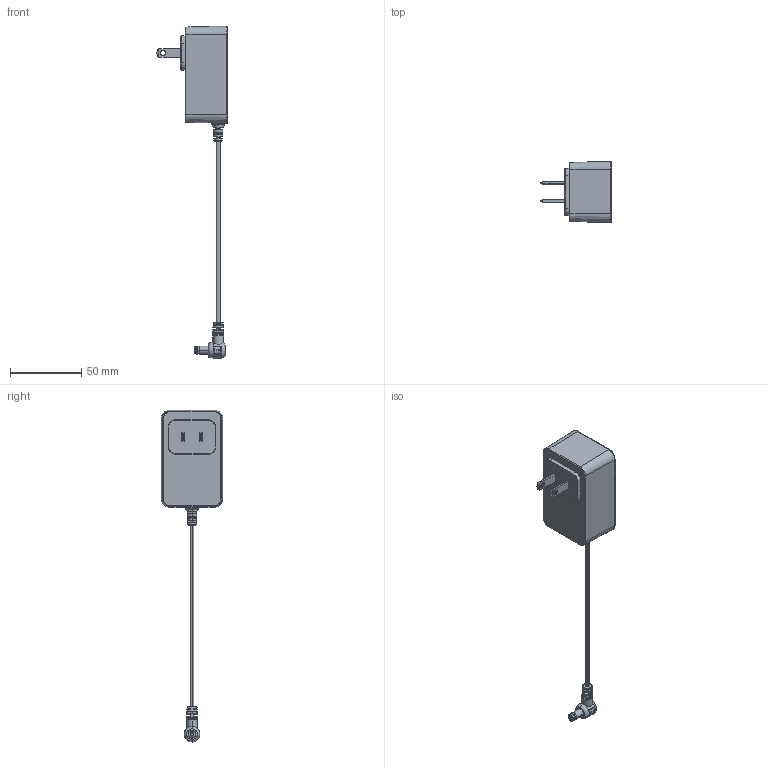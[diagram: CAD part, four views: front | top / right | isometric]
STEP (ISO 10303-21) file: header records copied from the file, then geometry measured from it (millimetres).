
FILE_DESCRIPTION (( 'STEP AP203' ), '1' );
FILE_NAME ('16-00186.STEP', '2019-08-13T20:50:59', ( '' ), ( '' ), 'SwSTEP 2.0', 'SolidWorks 2015', '' );
FILE_SCHEMA (( 'CONFIG_CONTROL_DESIGN' ));
Length unit declared in the file: millimetre
Products named in the file (14): 50-00133; 10-03164; 26-00002_bottom case; 26-00002_top case; UL_1-15 pin; 24-00279; 50-00133 shell; 30-00341_stripped and tinned; 16-00186; 50-00133 insulator; 26-00002; 24-00006; 50-00133 contact; Nema 1-15 plug
Assembly tree (14 placements, depth 4):
  16-00186
    10-03164
      30-00341_stripped and tinned
      24-00279
      24-00006
      50-00133
        50-00133 contact
        50-00133 insulator
        50-00133 shell
    26-00002
      26-00002_bottom case
      26-00002_top case
    Nema 1-15 plug
      UL_1-15 pin  x2
Bounding box: 49.5 x 42.97 x 233.45 mm (x, y, z)
Volume: 28487.3 mm3; surface area: 35449.3 mm2
Topology: 91 solids, 91 shells, 1239 faces, 2769 edges, 1793 vertices
Faces by surface type: plane 671, cylinder 348, bspline 144, cone 40, torus 36
Entity records: 41048 total; most frequent: CARTESIAN_POINT 12982, DIRECTION 5442, ORIENTED_EDGE 5410, EDGE_CURVE 2705, AXIS2_PLACEMENT_3D 2019, VERTEX_POINT 1753, LINE 1404, VECTOR 1404
